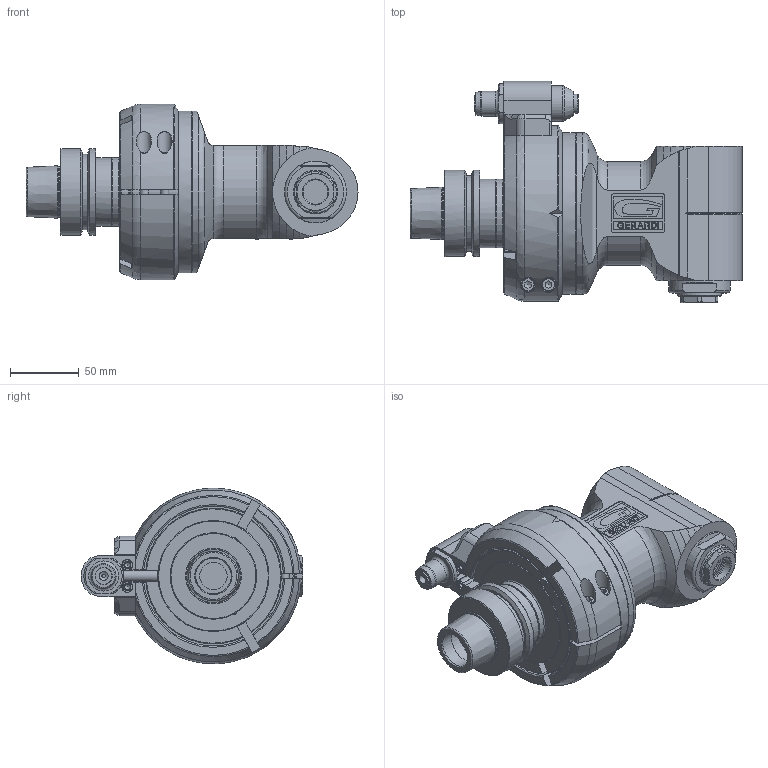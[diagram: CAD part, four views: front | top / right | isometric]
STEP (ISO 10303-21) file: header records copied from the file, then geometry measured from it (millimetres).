
FILE_DESCRIPTION(/* description */ ('Creo Elements/Direct Modeling STEP Export'),/* implementation_level */ '2;1');
FILE_NAME(/* name */ '9.F90.16000-2H63F.stp',/* time_stamp */ '2022-11-14T09:05:48-05:00',/* author */ ('jkrenzer'),/* organization */ (''),/* preprocessor_version */ 'ST-DEVELOPER v18',/* originating_system */ 'Autodesk Inventor 2020',/* authorisation */ '');
FILE_SCHEMA (('AUTOMOTIVE_DESIGN { 1 0 10303 214 3 1 1 }'));
Products named in the file (11): 9.F90.16000-2H63F; F90-16; F90-16_1; ANTI_50_HSK_F63; VSTCE_ISO4027_M5x10.1; FLANGIA_DI_FASATURA_D.46_IDX40-50.1; CONO_DIN69893_HSK-F63; GP_PERNO; PERNO_SBLOCCAGGIO; PERNO; ANELLO
Assembly tree (11 placements, depth 4):
  9.F90.16000-2H63F
    F90-16
      F90-16_1
    ANTI_50_HSK_F63
      VSTCE_ISO4027_M5x10.1  x2
      FLANGIA_DI_FASATURA_D.46_IDX40-50.1
      CONO_DIN69893_HSK-F63
      GP_PERNO
        PERNO_SBLOCCAGGIO
        PERNO
      ANELLO
Bounding box: 242 x 161.25 x 128 mm (x, y, z)
Volume: 1468514.8 mm3; surface area: 180497.3 mm2
Topology: 8 solids, 9 shells, 908 faces, 3463 edges, 2623 vertices
Faces by surface type: plane 598, cone 135, cylinder 127, torus 38, bspline 6, sphere 4
Full cylindrical faces by diameter (mm): 2.5 x3, 2.6 x2, 3 x1, 3.3 x1, 4.2 x6, 5 x8, 5.3 x2, 6 x4, 6.5 x1, 7 x1, 8 x3, 8.821 x1, 10 x4, 10.4 x2, 11 x2, 12 x3, 12.5 x2, 14 x1, 18 x3, 22.6 x1, 25.6 x1, 26 x3, 27 x1, 28 x1, 30.5 x1, 32 x2, 32.5 x1, 37.91 x1, 45 x1, 46 x3
Entity records: 49684 total; most frequent: CARTESIAN_POINT 18396, ORIENTED_EDGE 6832, DIRECTION 6731, EDGE_CURVE 3416, AXIS2_PLACEMENT_3D 2618, VERTEX_POINT 2602, CIRCLE 1669, LINE 1495
